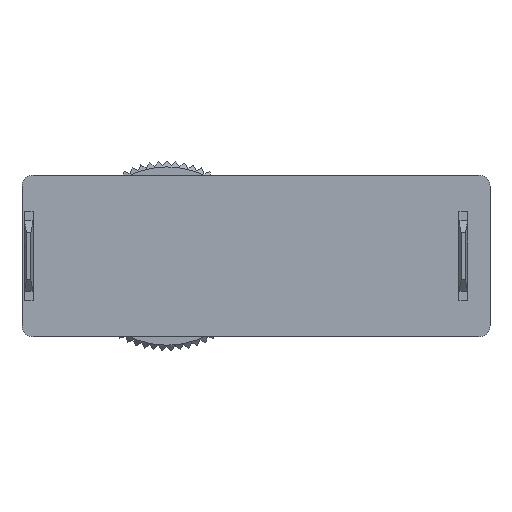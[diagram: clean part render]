
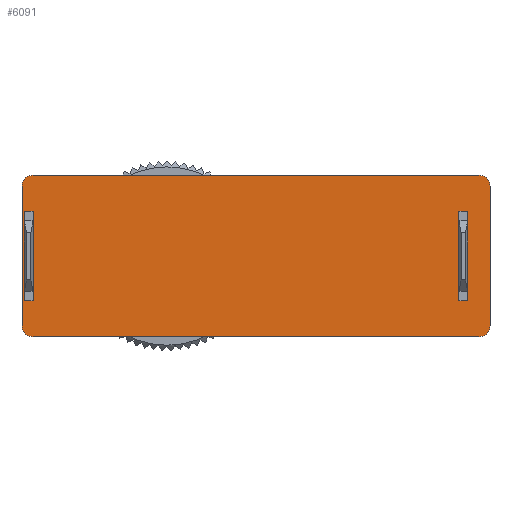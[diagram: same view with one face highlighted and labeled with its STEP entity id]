
A CAD part, front view. The second image highlights one B-rep face of the part: STEP entity #6091.
In plain terms, the highlighted planar face has unit normal (0, -1, 0).
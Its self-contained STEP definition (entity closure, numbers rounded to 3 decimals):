
#66=DIRECTION('',(1.,0.,0.));
#67=VECTOR('',#66,40.);
#68=CARTESIAN_POINT('',(-20.,0.,-7.25));
#69=LINE('',#68,#67);
#75=CARTESIAN_POINT('',(-20.,0.,6.25));
#76=DIRECTION('',(0.,-1.,0.));
#77=DIRECTION('',(0.,0.,1.));
#78=AXIS2_PLACEMENT_3D('',#75,#76,#77);
#80=CARTESIAN_POINT('',(20.,0.,6.25));
#81=DIRECTION('',(0.,-1.,0.));
#82=DIRECTION('',(1.,0.,0.));
#83=AXIS2_PLACEMENT_3D('',#80,#81,#82);
#85=CARTESIAN_POINT('',(20.,0.,-6.25));
#86=DIRECTION('',(0.,-1.,0.));
#87=DIRECTION('',(0.,0.,-1.));
#88=AXIS2_PLACEMENT_3D('',#85,#86,#87);
#90=CARTESIAN_POINT('',(-20.,0.,-6.25));
#91=DIRECTION('',(0.,-1.,0.));
#92=DIRECTION('',(-1.,0.,0.));
#93=AXIS2_PLACEMENT_3D('',#90,#91,#92);
#95=DIRECTION('',(0.,0.,1.));
#96=VECTOR('',#95,12.5);
#97=CARTESIAN_POINT('',(-21.,0.,-6.25));
#98=LINE('',#97,#96);
#99=DIRECTION('',(0.,0.,-1.));
#100=VECTOR('',#99,8.);
#101=CARTESIAN_POINT('',(18.2,0.,4.));
#102=LINE('',#101,#100);
#103=DIRECTION('',(-1.,0.,0.));
#104=VECTOR('',#103,0.8);
#105=CARTESIAN_POINT('',(19.,0.,-4.));
#106=LINE('',#105,#104);
#107=DIRECTION('',(0.,0.,1.));
#108=VECTOR('',#107,8.);
#109=CARTESIAN_POINT('',(19.,0.,-4.));
#110=LINE('',#109,#108);
#111=DIRECTION('',(-1.,0.,0.));
#112=VECTOR('',#111,0.8);
#113=CARTESIAN_POINT('',(19.,0.,4.));
#114=LINE('',#113,#112);
#115=DIRECTION('',(0.,0.,-1.));
#116=VECTOR('',#115,8.);
#117=CARTESIAN_POINT('',(-20.8,0.,4.));
#118=LINE('',#117,#116);
#119=DIRECTION('',(-1.,0.,0.));
#120=VECTOR('',#119,0.8);
#121=CARTESIAN_POINT('',(-20.,0.,-4.));
#122=LINE('',#121,#120);
#123=DIRECTION('',(0.,0.,1.));
#124=VECTOR('',#123,8.);
#125=CARTESIAN_POINT('',(-20.,0.,-4.));
#126=LINE('',#125,#124);
#127=DIRECTION('',(-1.,0.,0.));
#128=VECTOR('',#127,0.8);
#129=CARTESIAN_POINT('',(-20.,0.,4.));
#130=LINE('',#129,#128);
#200=DIRECTION('',(1.,0.,0.));
#201=VECTOR('',#200,40.);
#202=CARTESIAN_POINT('',(-20.,0.,7.25));
#203=LINE('',#202,#201);
#4555=DIRECTION('',(0.,0.,1.));
#4556=VECTOR('',#4555,12.5);
#4557=CARTESIAN_POINT('',(21.,0.,-6.25));
#4558=LINE('',#4557,#4556);
#4895=CARTESIAN_POINT('',(-20.,0.,7.25));
#4896=CARTESIAN_POINT('',(-21.,0.,6.25));
#4897=VERTEX_POINT('',#4895);
#4898=VERTEX_POINT('',#4896);
#4915=CARTESIAN_POINT('',(21.,0.,6.25));
#4916=CARTESIAN_POINT('',(20.,0.,7.25));
#4917=VERTEX_POINT('',#4915);
#4918=VERTEX_POINT('',#4916);
#4919=CARTESIAN_POINT('',(20.,0.,-7.25));
#4920=CARTESIAN_POINT('',(21.,0.,-6.25));
#4921=VERTEX_POINT('',#4919);
#4922=VERTEX_POINT('',#4920);
#4939=CARTESIAN_POINT('',(-21.,0.,-6.25));
#4940=CARTESIAN_POINT('',(-20.,0.,-7.25));
#4941=VERTEX_POINT('',#4939);
#4942=VERTEX_POINT('',#4940);
#5951=CARTESIAN_POINT('',(18.2,0.,4.));
#5952=CARTESIAN_POINT('',(18.2,0.,-4.));
#5953=VERTEX_POINT('',#5951);
#5954=VERTEX_POINT('',#5952);
#5955=CARTESIAN_POINT('',(19.,0.,-4.));
#5956=CARTESIAN_POINT('',(19.,0.,4.));
#5957=VERTEX_POINT('',#5955);
#5958=VERTEX_POINT('',#5956);
#6007=CARTESIAN_POINT('',(-20.8,0.,4.));
#6008=CARTESIAN_POINT('',(-20.8,0.,-4.));
#6009=VERTEX_POINT('',#6007);
#6010=VERTEX_POINT('',#6008);
#6011=CARTESIAN_POINT('',(-20.,0.,-4.));
#6012=CARTESIAN_POINT('',(-20.,0.,4.));
#6013=VERTEX_POINT('',#6011);
#6014=VERTEX_POINT('',#6012);
#6050=CARTESIAN_POINT('',(-21.,0.,-7.25));
#6051=DIRECTION('',(0.,-1.,0.));
#6052=DIRECTION('',(1.,0.,0.));
#6053=AXIS2_PLACEMENT_3D('',#6050,#6051,#6052);
#6054=PLANE('',#6053);
#6056=ORIENTED_EDGE('',*,*,#6055,.F.);
#6058=ORIENTED_EDGE('',*,*,#6057,.T.);
#6060=ORIENTED_EDGE('',*,*,#6059,.F.);
#6062=ORIENTED_EDGE('',*,*,#6061,.F.);
#6063=ORIENTED_EDGE('',*,*,#6040,.F.);
#6064=ORIENTED_EDGE('',*,*,#6030,.F.);
#6066=ORIENTED_EDGE('',*,*,#6065,.F.);
#6068=ORIENTED_EDGE('',*,*,#6067,.T.);
#6069=EDGE_LOOP('',(#6056,#6058,#6060,#6062,#6063,#6064,#6066,#6068));
#6070=FACE_OUTER_BOUND('',#6069,.F.);
#6072=ORIENTED_EDGE('',*,*,#6071,.T.);
#6074=ORIENTED_EDGE('',*,*,#6073,.F.);
#6076=ORIENTED_EDGE('',*,*,#6075,.T.);
#6078=ORIENTED_EDGE('',*,*,#6077,.T.);
#6079=EDGE_LOOP('',(#6072,#6074,#6076,#6078));
#6080=FACE_BOUND('',#6079,.F.);
#6082=ORIENTED_EDGE('',*,*,#6081,.T.);
#6084=ORIENTED_EDGE('',*,*,#6083,.F.);
#6086=ORIENTED_EDGE('',*,*,#6085,.T.);
#6088=ORIENTED_EDGE('',*,*,#6087,.T.);
#6089=EDGE_LOOP('',(#6082,#6084,#6086,#6088));
#6090=FACE_BOUND('',#6089,.F.);
#79=CIRCLE('',#78,1.);
#84=CIRCLE('',#83,1.);
#89=CIRCLE('',#88,1.);
#94=CIRCLE('',#93,1.);
#6030=EDGE_CURVE('',#4942,#4921,#69,.T.);
#6040=EDGE_CURVE('',#4921,#4922,#89,.T.);
#6055=EDGE_CURVE('',#4897,#4898,#79,.T.);
#6057=EDGE_CURVE('',#4897,#4918,#203,.T.);
#6059=EDGE_CURVE('',#4917,#4918,#84,.T.);
#6061=EDGE_CURVE('',#4922,#4917,#4558,.T.);
#6065=EDGE_CURVE('',#4941,#4942,#94,.T.);
#6067=EDGE_CURVE('',#4941,#4898,#98,.T.);
#6071=EDGE_CURVE('',#5953,#5954,#102,.T.);
#6073=EDGE_CURVE('',#5957,#5954,#106,.T.);
#6075=EDGE_CURVE('',#5957,#5958,#110,.T.);
#6077=EDGE_CURVE('',#5958,#5953,#114,.T.);
#6081=EDGE_CURVE('',#6009,#6010,#118,.T.);
#6083=EDGE_CURVE('',#6013,#6010,#122,.T.);
#6085=EDGE_CURVE('',#6013,#6014,#126,.T.);
#6087=EDGE_CURVE('',#6014,#6009,#130,.T.);
#6091=ADVANCED_FACE('',(#6070,#6080,#6090),#6054,.T.);
